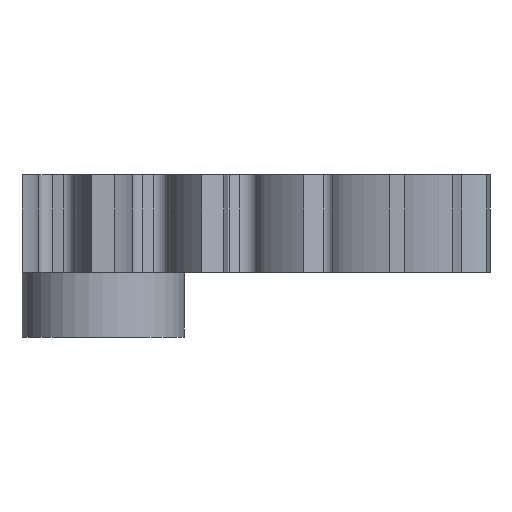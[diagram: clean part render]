
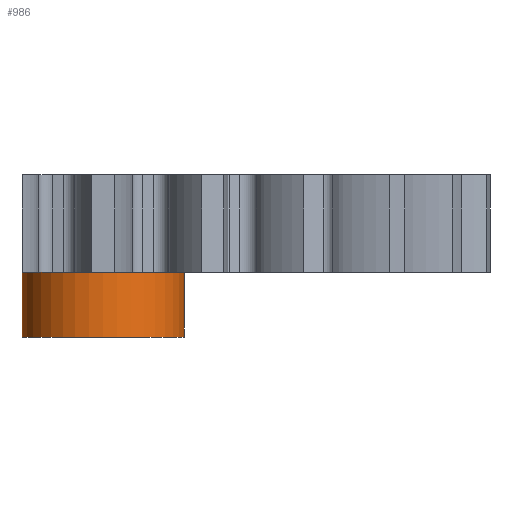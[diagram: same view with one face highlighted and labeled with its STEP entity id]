
A CAD part, left-side view. The second image highlights one B-rep face of the part: STEP entity #986.
In plain terms, the highlighted cylindrical face has radius 2.5 mm (diameter 5 mm), a full revolution.
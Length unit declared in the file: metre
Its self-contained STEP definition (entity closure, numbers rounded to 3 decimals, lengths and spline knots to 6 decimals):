
#182=ORIENTED_EDGE('',*,*,#496,.F.);
#183=ORIENTED_EDGE('',*,*,#497,.T.);
#496=EDGE_CURVE('',#653,#653,#759,.T.);
#497=EDGE_CURVE('',#654,#654,#760,.T.);
#653=VERTEX_POINT('',#1448);
#654=VERTEX_POINT('',#1450);
#759=CIRCLE('',#1058,0.0025);
#760=CIRCLE('',#1059,0.0025);
#827=EDGE_LOOP('',(#182));
#828=EDGE_LOOP('',(#183));
#890=FACE_BOUND('',#827,.T.);
#891=FACE_BOUND('',#828,.T.);
#952=CYLINDRICAL_SURFACE('',#1057,0.0025);
#986=ADVANCED_FACE('',(#890,#891),#952,.T.);
#1057=AXIS2_PLACEMENT_3D('',#1446,#1171,#1172);
#1058=AXIS2_PLACEMENT_3D('',#1447,#1173,#1174);
#1059=AXIS2_PLACEMENT_3D('',#1449,#1175,#1176);
#1171=DIRECTION('',(0.,0.,1.));
#1172=DIRECTION('',(1.,0.,0.));
#1173=DIRECTION('',(0.,0.,-1.));
#1174=DIRECTION('',(-1.,0.,0.));
#1175=DIRECTION('',(0.,0.,-1.));
#1176=DIRECTION('',(-1.,0.,0.));
#1446=CARTESIAN_POINT('',(0.,0.,-0.002));
#1447=CARTESIAN_POINT('',(0.,0.,-0.002));
#1448=CARTESIAN_POINT('',(-0.0025,0.,-0.002));
#1449=CARTESIAN_POINT('',(0.,0.,0.));
#1450=CARTESIAN_POINT('',(0.,0.0025,0.));
